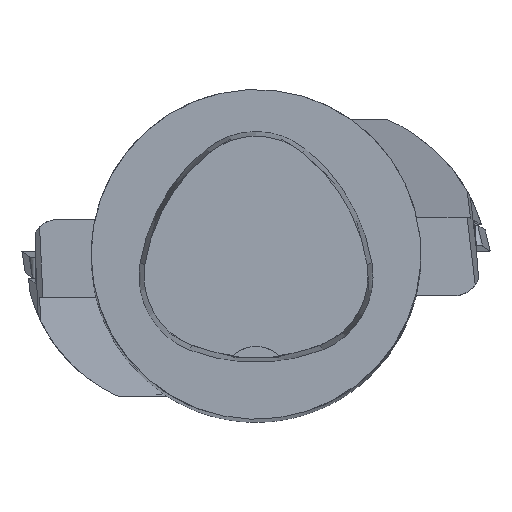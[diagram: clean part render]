
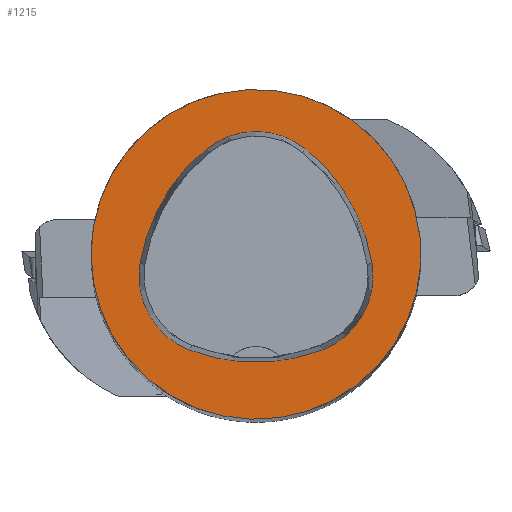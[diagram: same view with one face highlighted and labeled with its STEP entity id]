
A CAD part, top view. The second image highlights one B-rep face of the part: STEP entity #1215.
In plain terms, the highlighted planar face has unit normal (0, 0, 1).
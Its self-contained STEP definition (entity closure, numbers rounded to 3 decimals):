
#755=FACE_BOUND('',#1838,.T.);
#756=FACE_BOUND('',#1839,.T.);
#858=CIRCLE('',#5289,25.);
#859=CIRCLE('',#5295,28.);
#861=CIRCLE('',#5298,12.);
#863=CIRCLE('',#5301,28.);
#865=CIRCLE('',#5304,12.);
#869=CIRCLE('',#5309,28.);
#871=CIRCLE('',#5312,12.);
#1215=ADVANCED_FACE('',(#755,#756),#1389,.T.);
#1389=PLANE('',#5317);
#1838=EDGE_LOOP('',(#2834,#2835,#2836,#2837,#2838,#2839));
#1839=EDGE_LOOP('',(#2840));
#2834=ORIENTED_EDGE('',*,*,#3984,.T.);
#2835=ORIENTED_EDGE('',*,*,#3964,.T.);
#2836=ORIENTED_EDGE('',*,*,#3968,.T.);
#2837=ORIENTED_EDGE('',*,*,#3971,.T.);
#2838=ORIENTED_EDGE('',*,*,#3974,.T.);
#2839=ORIENTED_EDGE('',*,*,#3982,.T.);
#2840=ORIENTED_EDGE('',*,*,#3955,.F.);
#3419=VERTEX_POINT('',#7982);
#3428=VERTEX_POINT('',#8001);
#3429=VERTEX_POINT('',#8002);
#3432=VERTEX_POINT('',#8010);
#3434=VERTEX_POINT('',#8016);
#3436=VERTEX_POINT('',#8022);
#3443=VERTEX_POINT('',#8043);
#3955=EDGE_CURVE('',#3419,#3419,#858,.T.);
#3964=EDGE_CURVE('',#3428,#3429,#859,.T.);
#3968=EDGE_CURVE('',#3429,#3432,#861,.T.);
#3971=EDGE_CURVE('',#3432,#3434,#863,.T.);
#3974=EDGE_CURVE('',#3434,#3436,#865,.T.);
#3982=EDGE_CURVE('',#3436,#3443,#869,.T.);
#3984=EDGE_CURVE('',#3443,#3428,#871,.T.);
#5289=AXIS2_PLACEMENT_3D('',#7981,#6211,#6212);
#5295=AXIS2_PLACEMENT_3D('',#8000,#6227,#6228);
#5298=AXIS2_PLACEMENT_3D('',#8009,#6235,#6236);
#5301=AXIS2_PLACEMENT_3D('',#8015,#6242,#6243);
#5304=AXIS2_PLACEMENT_3D('',#8021,#6249,#6250);
#5309=AXIS2_PLACEMENT_3D('',#8044,#6261,#6262);
#5312=AXIS2_PLACEMENT_3D('',#8047,#6267,#6268);
#5317=AXIS2_PLACEMENT_3D('',#8052,#6277,#6278);
#6211=DIRECTION('',(0.,0.,-1.));
#6212=DIRECTION('',(-1.,0.,0.));
#6227=DIRECTION('',(0.,0.,-1.));
#6228=DIRECTION('',(-1.,0.,0.));
#6235=DIRECTION('',(0.,0.,-1.));
#6236=DIRECTION('',(-1.,0.,0.));
#6242=DIRECTION('',(0.,0.,-1.));
#6243=DIRECTION('',(-1.,0.,0.));
#6249=DIRECTION('',(0.,0.,-1.));
#6250=DIRECTION('',(-1.,0.,0.));
#6261=DIRECTION('',(0.,0.,-1.));
#6262=DIRECTION('',(-1.,0.,0.));
#6267=DIRECTION('',(0.,0.,-1.));
#6268=DIRECTION('',(-1.,0.,0.));
#6277=DIRECTION('',(0.,0.,1.));
#6278=DIRECTION('',(-1.,0.,0.));
#7981=CARTESIAN_POINT('',(0.,0.,0.));
#7982=CARTESIAN_POINT('',(-25.,0.,0.));
#8000=CARTESIAN_POINT('',(10.068,-5.824,0.));
#8001=CARTESIAN_POINT('',(-17.584,-1.424,0.));
#8002=CARTESIAN_POINT('',(-7.531,15.953,0.));
#8009=CARTESIAN_POINT('',(0.011,6.62,0.));
#8010=CARTESIAN_POINT('',(7.567,15.942,0.));
#8015=CARTESIAN_POINT('',(-10.063,-5.81,0.));
#8016=CARTESIAN_POINT('',(17.59,-1.418,0.));
#8021=CARTESIAN_POINT('',(5.739,-3.3,0.));
#8022=CARTESIAN_POINT('',(10.05,-14.499,0.));
#8043=CARTESIAN_POINT('',(-10.025,-14.516,0.));
#8044=CARTESIAN_POINT('',(-0.01,11.631,0.));
#8047=CARTESIAN_POINT('',(-5.733,-3.31,0.));
#8052=CARTESIAN_POINT('',(0.,0.,0.));
